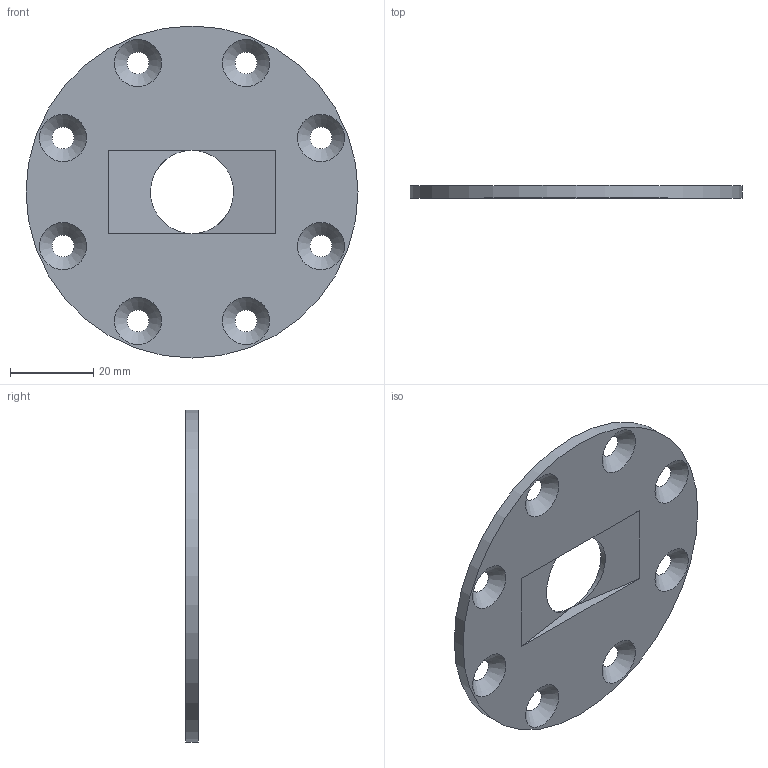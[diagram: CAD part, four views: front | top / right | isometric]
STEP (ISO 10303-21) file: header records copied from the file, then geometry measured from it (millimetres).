
FILE_DESCRIPTION(/* description */ (''),/* implementation_level */ '2;1');
FILE_NAME(/* name */ 'Electrode Sealing Plate.step',/* time_stamp */ '2024-07-26T13:57:02+01:00',/* author */ (''),/* organization */ (''),/* preprocessor_version */ 'ST-DEVELOPER v20',/* originating_system */ 'Autodesk Translation Framework v12.20.1.177',/* authorisation */ '');
FILE_SCHEMA (('AUTOMOTIVE_DESIGN { 1 0 10303 214 3 1 1 }'));
Length unit declared in the file: millimetre
Products named in the file (2): Electrode Sealing Plate; Front Seal
Assembly tree (1 placements, depth 2):
  Electrode Sealing Plate
    Front Seal
Bounding box: 79.8 x 3 x 79.8 mm (x, y, z)
Volume: 12249.2 mm3; surface area: 10218.3 mm2
Topology: 1 solids, 1 shells, 17 faces, 39 edges, 24 vertices
Faces by surface type: cone 8, plane 6, cylinder 3
Full cylindrical faces by diameter (mm): 79.8 x1
Entity records: 583 total; most frequent: DIRECTION 101, CARTESIAN_POINT 83, ORIENTED_EDGE 78, AXIS2_PLACEMENT_3D 42, EDGE_CURVE 39, EDGE_LOOP 35, VERTEX_POINT 24, CIRCLE 20
